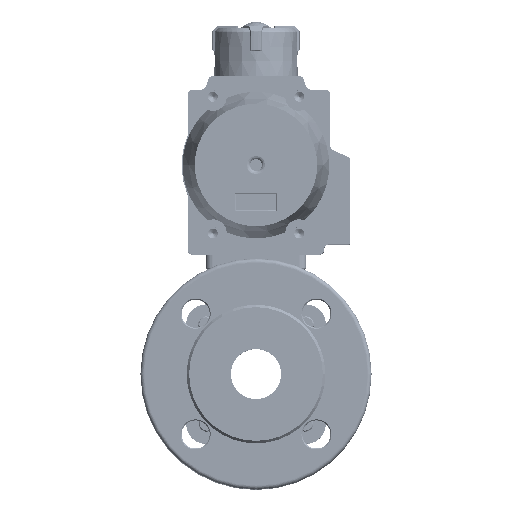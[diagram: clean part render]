
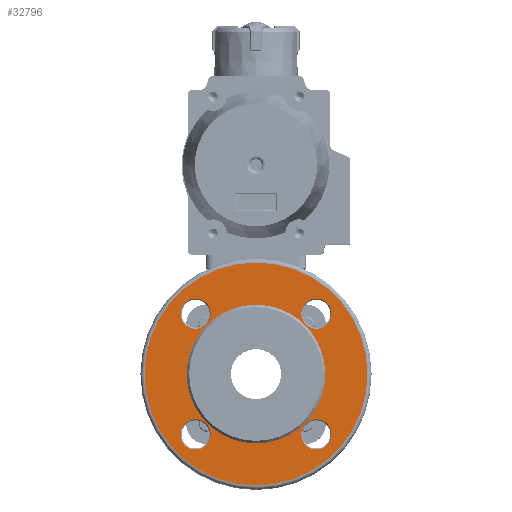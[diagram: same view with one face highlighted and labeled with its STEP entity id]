
A CAD part, top view. The second image highlights one B-rep face of the part: STEP entity #32796.
In plain terms, the highlighted planar face has unit normal (0, 0, 1).
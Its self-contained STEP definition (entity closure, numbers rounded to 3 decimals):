
#7690=ORIENTED_EDGE('',*,*,#17219,.F.);
#7691=ORIENTED_EDGE('',*,*,#17284,.T.);
#7692=ORIENTED_EDGE('',*,*,#17285,.T.);
#7693=ORIENTED_EDGE('',*,*,#17286,.T.);
#7694=ORIENTED_EDGE('',*,*,#17287,.T.);
#7695=ORIENTED_EDGE('',*,*,#17288,.T.);
#17219=EDGE_CURVE('',#22102,#22102,#25306,.T.);
#17284=EDGE_CURVE('',#22157,#22157,#25331,.T.);
#17285=EDGE_CURVE('',#22158,#22158,#25332,.T.);
#17286=EDGE_CURVE('',#22159,#22159,#25333,.T.);
#17287=EDGE_CURVE('',#22160,#22160,#25334,.T.);
#17288=EDGE_CURVE('',#22161,#22161,#25335,.T.);
#22102=VERTEX_POINT('',#50777);
#22157=VERTEX_POINT('',#50917);
#22158=VERTEX_POINT('',#50919);
#22159=VERTEX_POINT('',#50921);
#22160=VERTEX_POINT('',#50923);
#22161=VERTEX_POINT('',#50925);
#25306=CIRCLE('',#35262,34.5);
#25331=CIRCLE('',#35307,55.5);
#25332=CIRCLE('',#35308,7.5);
#25333=CIRCLE('',#35309,7.5);
#25334=CIRCLE('',#35310,7.5);
#25335=CIRCLE('',#35311,7.5);
#26854=EDGE_LOOP('',(#7690));
#26855=EDGE_LOOP('',(#7691));
#26856=EDGE_LOOP('',(#7692));
#26857=EDGE_LOOP('',(#7693));
#26858=EDGE_LOOP('',(#7694));
#26859=EDGE_LOOP('',(#7695));
#29459=FACE_BOUND('',#26854,.T.);
#29460=FACE_BOUND('',#26855,.T.);
#29461=FACE_BOUND('',#26856,.T.);
#29462=FACE_BOUND('',#26857,.T.);
#29463=FACE_BOUND('',#26858,.T.);
#29464=FACE_BOUND('',#26859,.T.);
#32002=PLANE('',#35306);
#32796=ADVANCED_FACE('',(#29459,#29460,#29461,#29462,#29463,#29464),#32002,
 .T.);
#35262=AXIS2_PLACEMENT_3D('',#50776,#38757,#38758);
#35306=AXIS2_PLACEMENT_3D('',#50915,#38885,#38886);
#35307=AXIS2_PLACEMENT_3D('',#50916,#38887,#38888);
#35308=AXIS2_PLACEMENT_3D('',#50918,#38889,#38890);
#35309=AXIS2_PLACEMENT_3D('',#50920,#38891,#38892);
#35310=AXIS2_PLACEMENT_3D('',#50922,#38893,#38894);
#35311=AXIS2_PLACEMENT_3D('',#50924,#38895,#38896);
#38757=DIRECTION('',(0.,0.,1.));
#38758=DIRECTION('',(1.,0.,0.));
#38885=DIRECTION('',(0.,0.,1.));
#38886=DIRECTION('',(1.,0.,0.));
#38887=DIRECTION('',(0.,0.,1.));
#38888=DIRECTION('',(1.,0.,0.));
#38889=DIRECTION('',(0.,0.,-1.));
#38890=DIRECTION('',(1.,0.,0.));
#38891=DIRECTION('',(0.,0.,-1.));
#38892=DIRECTION('',(1.,0.,0.));
#38893=DIRECTION('',(0.,0.,-1.));
#38894=DIRECTION('',(1.,0.,0.));
#38895=DIRECTION('',(0.,0.,-1.));
#38896=DIRECTION('',(1.,0.,0.));
#50776=CARTESIAN_POINT('',(0.,0.,15.5));
#50777=CARTESIAN_POINT('',(34.5,0.,15.5));
#50915=CARTESIAN_POINT('',(0.,0.,15.5));
#50916=CARTESIAN_POINT('',(0.,0.,15.5));
#50917=CARTESIAN_POINT('',(55.5,0.,15.5));
#50918=CARTESIAN_POINT('',(-30.052,30.052,15.5));
#50919=CARTESIAN_POINT('',(-22.552,30.052,15.5));
#50920=CARTESIAN_POINT('',(-30.052,-30.052,15.5));
#50921=CARTESIAN_POINT('',(-22.552,-30.052,15.5));
#50922=CARTESIAN_POINT('',(30.052,-30.052,15.5));
#50923=CARTESIAN_POINT('',(37.552,-30.052,15.5));
#50924=CARTESIAN_POINT('',(30.052,30.052,15.5));
#50925=CARTESIAN_POINT('',(37.552,30.052,15.5));
